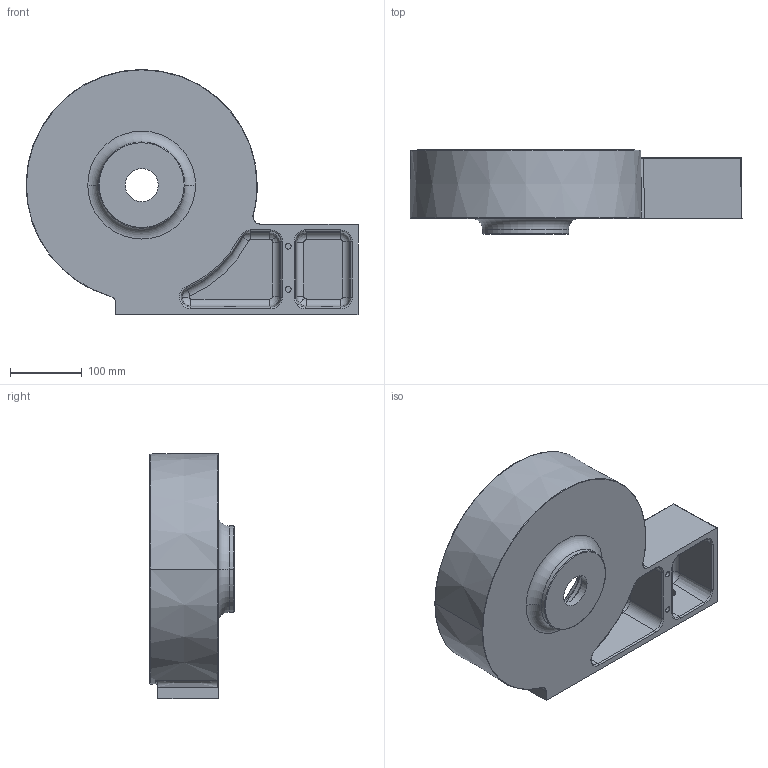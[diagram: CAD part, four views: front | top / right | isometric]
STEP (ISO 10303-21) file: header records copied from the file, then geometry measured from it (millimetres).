
FILE_DESCRIPTION (( 'STEP AP203' ), '1' );
FILE_NAME ('Scalino_Ablage_Rechts.STEP', '2024-03-19T10:14:55', ( '' ), ( '' ), 'SwSTEP 2.0', 'SolidWorks 2022', '' );
FILE_SCHEMA (( 'CONFIG_CONTROL_DESIGN' ));
Length unit declared in the file: millimetre
Products named in the file (1): Scalino_Ablage_Rechts
Bounding box: 461.56 x 116.8 x 340.82 mm (x, y, z)
Volume: 3783000.4 mm3; surface area: 449864.3 mm2
Topology: 1 solids, 1 shells, 120 faces, 273 edges, 157 vertices
Faces by surface type: cylinder 34, torus 29, bspline 20, plane 19, cone 17, sphere 1
Entity records: 4047 total; most frequent: CARTESIAN_POINT 1387, DIRECTION 565, ORIENTED_EDGE 540, EDGE_CURVE 270, AXIS2_PLACEMENT_3D 241, VERTEX_POINT 157, CIRCLE 140, EDGE_LOOP 131
